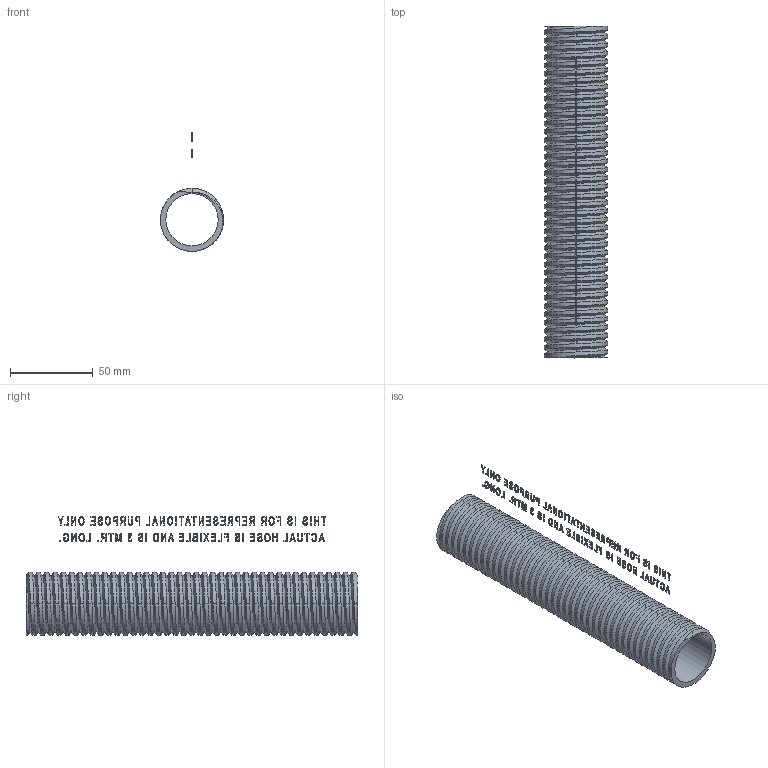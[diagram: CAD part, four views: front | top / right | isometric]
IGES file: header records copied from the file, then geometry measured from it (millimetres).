
Start section: START RECORD GO HERE.
Global section: file name: Flexible Pipe.igs; native system: DASSAULT SYSTEMES CATIA V5 R20 - www.3ds.com; preprocessor: CATIA Version 5 Release 20 ; author: DESIGNENG; organization: DESIGNENG; date: 20150513.103022; units: millimetre
Bounding box: 38 x 200 x 71.54 mm (x, y, z)
Volume: 54653.7 mm3; surface area: 57565.4 mm2
Topology: 72 solids, 72 shells, 1614 faces, 4305 edges, 2844 vertices
Faces by surface type: plane 757, extrusion 614, bspline 160, revolution 83
